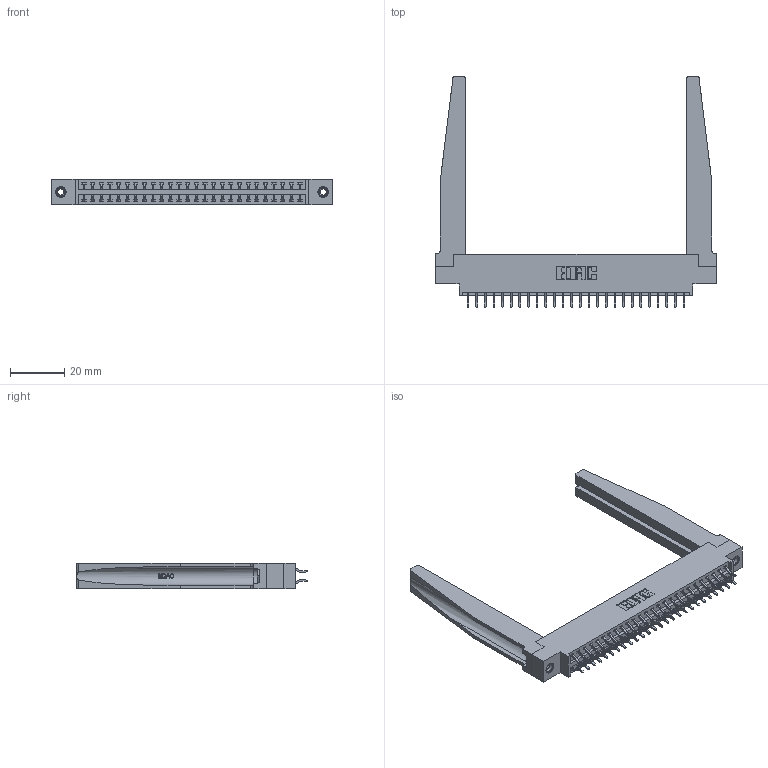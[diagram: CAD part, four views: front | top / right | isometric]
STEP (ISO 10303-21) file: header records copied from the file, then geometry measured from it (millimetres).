
FILE_DESCRIPTION (( 'STEP AP203' ), '1' );
FILE_NAME ('396-052-556-878.STEP', '2019-11-02T07:47:47', ( '' ), ( '' ), 'SwSTEP 2.0', 'SolidWorks 2016', '' );
FILE_SCHEMA (( 'CONFIG_CONTROL_DESIGN' ));
Length unit declared in the file: inch
Products named in the file (5): 396-052-556-878; 346 Part_0.170 Offset - 0.156 Dia-TH; 345-292-001_556 Tail; 346-220-078_345-220-078; 345-250-001_345-250-001-102
Assembly tree (57 placements, depth 2):
  396-052-556-878
    346 Part_0.170 Offset - 0.156 Dia-TH
    345-292-001_556 Tail  x52
    346-220-078_345-220-078  x2
    345-250-001_345-250-001-102  x2
Bounding box: 103.12 x 84.84 x 9.4 mm (x, y, z)
Volume: 16683.8 mm3; surface area: 19853.6 mm2
Topology: 57 solids, 57 shells, 3376 faces, 9945 edges, 6550 vertices
Faces by surface type: plane 2250, cylinder 1074, bspline 36, cone 12, torus 4
Entity records: 24222 total; most frequent: CARTESIAN_POINT 4967, ORIENTED_EDGE 3778, DIRECTION 3403, EDGE_CURVE 1889, LINE 1551, VECTOR 1551, VERTEX_POINT 1252, AXIS2_PLACEMENT_3D 926
